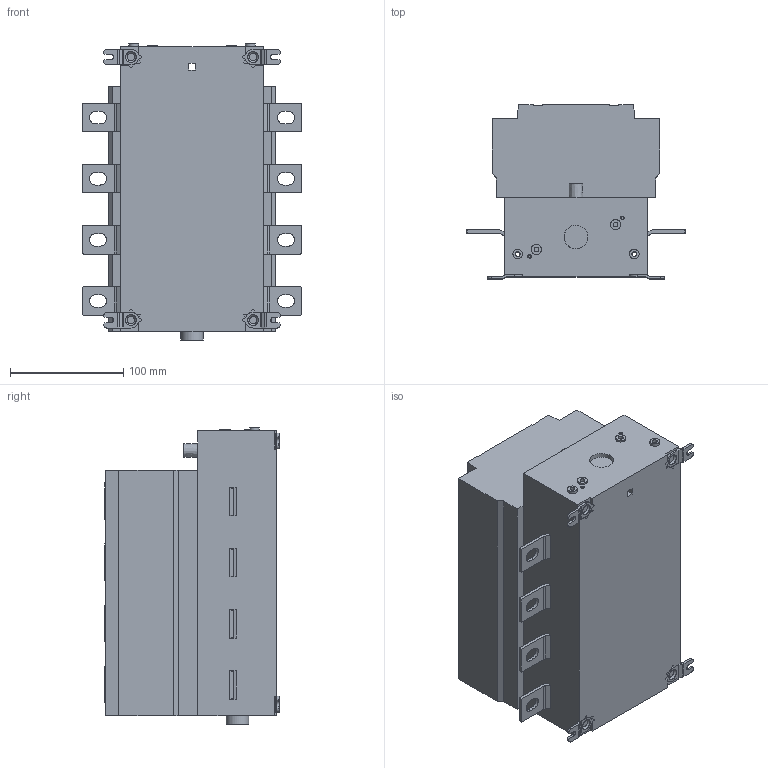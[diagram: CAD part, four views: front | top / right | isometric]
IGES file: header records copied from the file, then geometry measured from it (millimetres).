
Global section: file name: os250d04-palikka.igs; preprocessor: I-DEAS 3D IGES Translator 9; date: 20041021.145622; units: millimetre
Bounding box: 193.25 x 154.17 x 261.6 mm (x, y, z)
Volume: 4716660.1 mm3; surface area: 211182.9 mm2
Topology: 1 solids, 1 shells, 373 faces, 996 edges, 662 vertices
Faces by surface type: bspline 373
